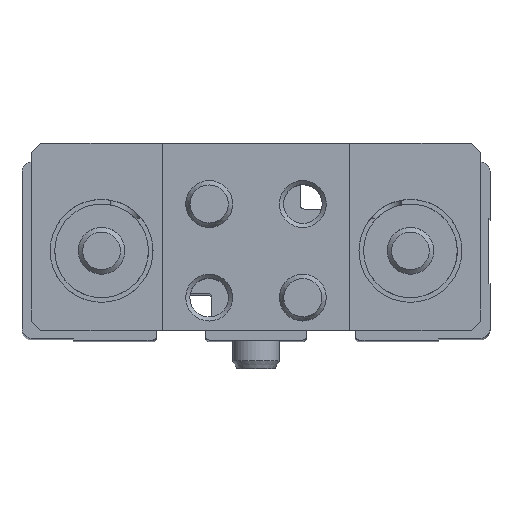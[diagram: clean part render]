
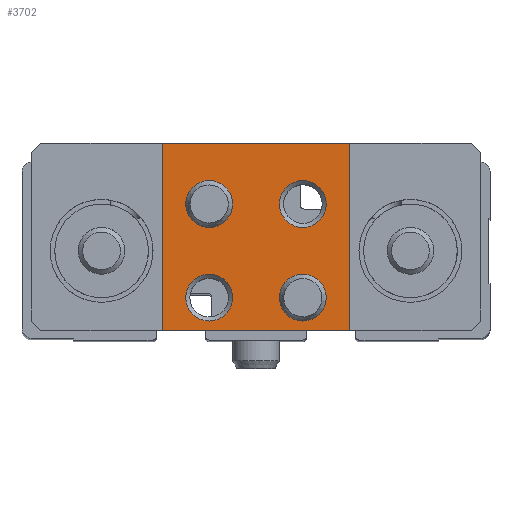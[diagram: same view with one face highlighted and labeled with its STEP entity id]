
A CAD part, top view. The second image highlights one B-rep face of the part: STEP entity #3702.
In plain terms, the highlighted planar face has unit normal (0, 0, 1).
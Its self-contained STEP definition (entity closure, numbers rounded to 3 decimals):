
#175=PLANE('',#4138);
#364=CIRCLE('',#4139,2.5);
#365=CIRCLE('',#4140,2.5);
#366=CIRCLE('',#4141,2.5);
#367=CIRCLE('',#4142,2.5);
#1110=ORIENTED_EDGE('',*,*,#1772,.T.);
#1111=ORIENTED_EDGE('',*,*,#1773,.T.);
#1112=ORIENTED_EDGE('',*,*,#1774,.T.);
#1113=ORIENTED_EDGE('',*,*,#1775,.T.);
#1114=ORIENTED_EDGE('',*,*,#1763,.T.);
#1115=ORIENTED_EDGE('',*,*,#1776,.T.);
#1116=ORIENTED_EDGE('',*,*,#1755,.T.);
#1117=ORIENTED_EDGE('',*,*,#1777,.T.);
#1755=EDGE_CURVE('',#2152,#2159,#2453,.T.);
#1763=EDGE_CURVE('',#2168,#2167,#2461,.T.);
#1772=EDGE_CURVE('',#2176,#2176,#364,.T.);
#1773=EDGE_CURVE('',#2177,#2177,#365,.T.);
#1774=EDGE_CURVE('',#2178,#2178,#366,.T.);
#1775=EDGE_CURVE('',#2179,#2179,#367,.T.);
#1776=EDGE_CURVE('',#2167,#2152,#2470,.T.);
#1777=EDGE_CURVE('',#2159,#2168,#2471,.T.);
#2152=VERTEX_POINT('',#6214);
#2159=VERTEX_POINT('',#6227);
#2167=VERTEX_POINT('',#6245);
#2168=VERTEX_POINT('',#6247);
#2176=VERTEX_POINT('',#6266);
#2177=VERTEX_POINT('',#6268);
#2178=VERTEX_POINT('',#6270);
#2179=VERTEX_POINT('',#6272);
#2453=LINE('',#6228,#2701);
#2461=LINE('',#6246,#2709);
#2470=LINE('',#6273,#2718);
#2471=LINE('',#6274,#2719);
#2701=VECTOR('',#5048,1000.);
#2709=VECTOR('',#5060,1000.);
#2718=VECTOR('',#5081,1000.);
#2719=VECTOR('',#5082,1000.);
#2966=EDGE_LOOP('',(#1110));
#2967=EDGE_LOOP('',(#1111));
#2968=EDGE_LOOP('',(#1112));
#2969=EDGE_LOOP('',(#1113));
#2970=EDGE_LOOP('',(#1114,#1115,#1116,#1117));
#3328=FACE_BOUND('',#2966,.T.);
#3329=FACE_BOUND('',#2967,.T.);
#3330=FACE_BOUND('',#2968,.T.);
#3331=FACE_BOUND('',#2969,.T.);
#3332=FACE_BOUND('',#2970,.T.);
#3702=ADVANCED_FACE('',(#3328,#3329,#3330,#3331,#3332),#175,.T.);
#4138=AXIS2_PLACEMENT_3D('',#6264,#5071,#5072);
#4139=AXIS2_PLACEMENT_3D('',#6265,#5073,#5074);
#4140=AXIS2_PLACEMENT_3D('',#6267,#5075,#5076);
#4141=AXIS2_PLACEMENT_3D('',#6269,#5077,#5078);
#4142=AXIS2_PLACEMENT_3D('',#6271,#5079,#5080);
#5048=DIRECTION('',(-1.,0.,0.));
#5060=DIRECTION('',(1.,0.,0.));
#5071=DIRECTION('',(0.,0.,1.));
#5072=DIRECTION('',(1.,0.,0.));
#5073=DIRECTION('',(0.,0.,-1.));
#5074=DIRECTION('',(-1.,0.,0.));
#5075=DIRECTION('',(0.,0.,-1.));
#5076=DIRECTION('',(-1.,0.,0.));
#5077=DIRECTION('',(0.,0.,-1.));
#5078=DIRECTION('',(-1.,0.,0.));
#5079=DIRECTION('',(0.,0.,-1.));
#5080=DIRECTION('',(-1.,0.,0.));
#5081=DIRECTION('',(0.,1.,0.));
#5082=DIRECTION('',(0.,-1.,0.));
#6214=CARTESIAN_POINT('',(10.,11.5,18.));
#6227=CARTESIAN_POINT('',(-10.,11.5,18.));
#6228=CARTESIAN_POINT('',(24.,11.5,18.));
#6245=CARTESIAN_POINT('',(10.,-8.5,18.));
#6246=CARTESIAN_POINT('',(-24.,-8.5,18.));
#6247=CARTESIAN_POINT('',(-10.,-8.5,18.));
#6264=CARTESIAN_POINT('',(0.,0.,18.));
#6265=CARTESIAN_POINT('',(-5.,-5.,18.));
#6266=CARTESIAN_POINT('',(-7.5,-5.,18.));
#6267=CARTESIAN_POINT('',(-5.,5.,18.));
#6268=CARTESIAN_POINT('',(-7.5,5.,18.));
#6269=CARTESIAN_POINT('',(5.,-5.,18.));
#6270=CARTESIAN_POINT('',(2.5,-5.,18.));
#6271=CARTESIAN_POINT('',(5.,5.,18.));
#6272=CARTESIAN_POINT('',(2.5,5.,18.));
#6273=CARTESIAN_POINT('',(10.,0.,18.));
#6274=CARTESIAN_POINT('',(-10.,0.,18.));
